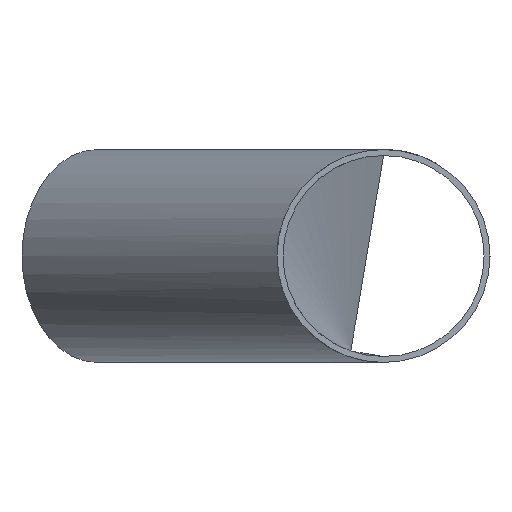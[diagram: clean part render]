
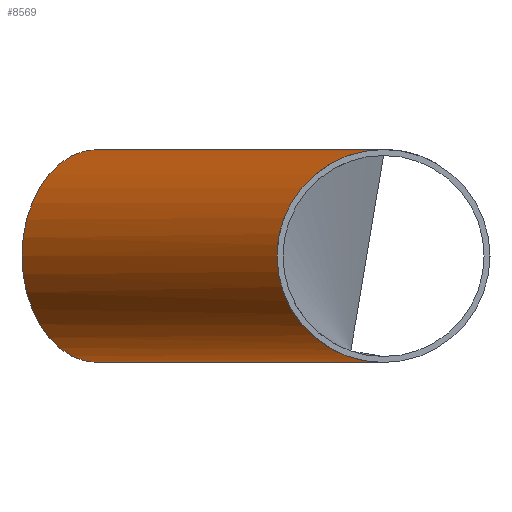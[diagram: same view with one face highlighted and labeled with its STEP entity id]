
A CAD part, left-side view. The second image highlights one B-rep face of the part: STEP entity #8569.
In plain terms, the highlighted cylindrical face has radius 54 mm (diameter 108 mm), a full revolution.
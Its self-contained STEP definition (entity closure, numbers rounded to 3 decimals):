
#415 = VERTEX_POINT ( 'NONE', #7817 ) ;
#1222 = DIRECTION ( 'NONE',  ( -0.707, 0.707, 0. ) ) ;
#1725 = EDGE_LOOP ( 'NONE', ( #2941, #13440 ) ) ;
#1827 = DIRECTION ( 'NONE',  ( -0.707, 0.707, 0. ) ) ;
#2427 = EDGE_CURVE ( 'NONE', #11361, #11361, #10549, .T. ) ;
#2941 = ORIENTED_EDGE ( 'NONE', *, *, #18910, .F. ) ;
#4367 =( BOUNDED_CURVE ( )  B_SPLINE_CURVE ( 3, ( #8850, #21133, #7607, #18309 ),
 .UNSPECIFIED., .F., .F. ) 
 B_SPLINE_CURVE_WITH_KNOTS ( ( 4, 4 ),
 ( 4.712, 7.854 ),
 .UNSPECIFIED. ) 
 CURVE ( )  GEOMETRIC_REPRESENTATION_ITEM ( )  RATIONAL_B_SPLINE_CURVE ( ( 1., 0.333, 0.333, 1. ) ) 
 REPRESENTATION_ITEM ( '' )  );
#5281 = DIRECTION ( 'NONE',  ( 0.707, 0.707, 0. ) ) ;
#5975 = FACE_OUTER_BOUND ( 'NONE', #13619, .T. ) ;
#7287 = ORIENTED_EDGE ( 'NONE', *, *, #2427, .F. ) ;
#7607 = CARTESIAN_POINT ( 'NONE',  ( -98.603, 108., -54. ) ) ;
#7675 = CARTESIAN_POINT ( 'NONE',  ( -53.868, 0., -54. ) ) ;
#7817 = CARTESIAN_POINT ( 'NONE',  ( -53.868, 0., 54. ) ) ;
#8532 =( BOUNDED_CURVE ( )  B_SPLINE_CURVE ( 3, ( #11426, #21898, #13248, #20152 ),
 .UNSPECIFIED., .F., .T. ) 
 B_SPLINE_CURVE_WITH_KNOTS ( ( 4, 4 ),
 ( 1.571, 4.712 ),
 .UNSPECIFIED. ) 
 CURVE ( )  GEOMETRIC_REPRESENTATION_ITEM ( )  RATIONAL_B_SPLINE_CURVE ( ( 1., 0.333, 0.333, 1. ) ) 
 REPRESENTATION_ITEM ( '' )  );
#8569 = ADVANCED_FACE ( 'NONE', ( #21006, #5975 ), #11175, .T. ) ;
#8850 = CARTESIAN_POINT ( 'NONE',  ( -53.868, 0., 54. ) ) ;
#9434 = EDGE_CURVE ( 'NONE', #415, #22394, #4367, .T. ) ;
#9649 = DIRECTION ( 'NONE',  ( 0.707, 0.707, 0. ) ) ;
#9723 = CARTESIAN_POINT ( 'NONE',  ( 91.349, 145.217, 0. ) ) ;
#10549 = CIRCLE ( 'NONE', #13241, 54. ) ;
#11175 = CYLINDRICAL_SURFACE ( 'NONE', #20640, 54. ) ;
#11361 = VERTEX_POINT ( 'NONE', #20732 ) ;
#11426 = CARTESIAN_POINT ( 'NONE',  ( -53.868, 0., -54. ) ) ;
#13241 = AXIS2_PLACEMENT_3D ( 'NONE', #18993, #5281, #1827 ) ;
#13248 = CARTESIAN_POINT ( 'NONE',  ( 206.868, 108., 54. ) ) ;
#13440 = ORIENTED_EDGE ( 'NONE', *, *, #9434, .F. ) ;
#13619 = EDGE_LOOP ( 'NONE', ( #7287 ) ) ;
#18309 = CARTESIAN_POINT ( 'NONE',  ( -53.868, 0., -54. ) ) ;
#18910 = EDGE_CURVE ( 'NONE', #22394, #415, #8532, .T. ) ;
#18993 = CARTESIAN_POINT ( 'NONE',  ( 91.349, 145.217, 0. ) ) ;
#20152 = CARTESIAN_POINT ( 'NONE',  ( -53.868, 0., 54. ) ) ;
#20640 = AXIS2_PLACEMENT_3D ( 'NONE', #9723, #9649, #1222 ) ;
#20732 = CARTESIAN_POINT ( 'NONE',  ( 53.165, 183.401, 0. ) ) ;
#21006 = FACE_OUTER_BOUND ( 'NONE', #1725, .T. ) ;
#21133 = CARTESIAN_POINT ( 'NONE',  ( -98.603, 108., 54. ) ) ;
#21898 = CARTESIAN_POINT ( 'NONE',  ( 206.868, 108., -54. ) ) ;
#22394 = VERTEX_POINT ( 'NONE', #7675 ) ;
